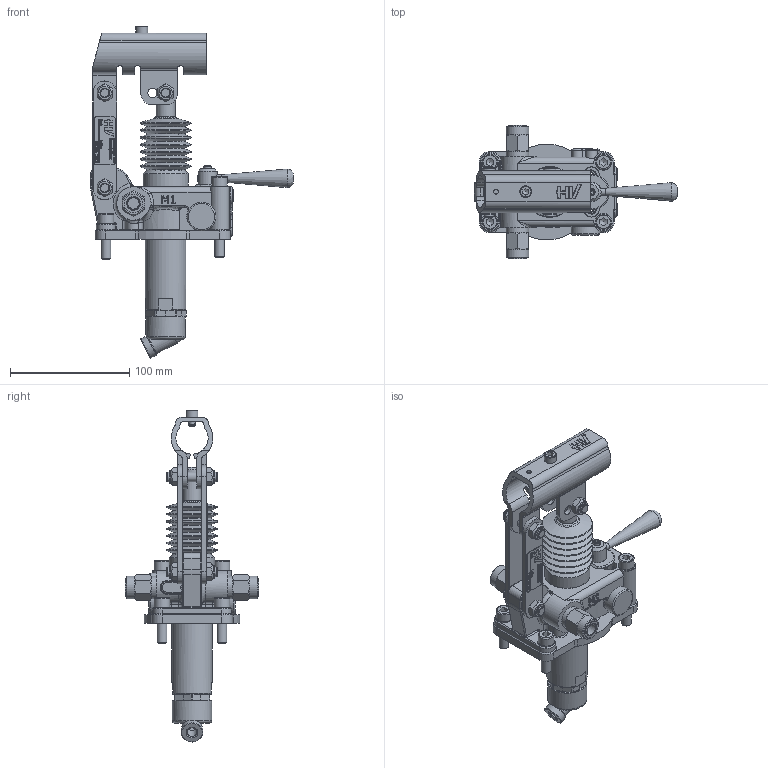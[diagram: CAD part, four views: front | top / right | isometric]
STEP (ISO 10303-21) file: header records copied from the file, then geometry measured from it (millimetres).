
FILE_DESCRIPTION((''),'2;1');
FILE_NAME('PMDVB 25 s (HV) STEP.stp','2014-08-04T18:42:28',('Christian'),(''),'Autodesk Inventor 2013','Autodesk Inventor 2013','');
FILE_SCHEMA(('AUTOMOTIVE_DESIGN { 1 0 10303 214 1 1 1 1 }'));
Length unit declared in the file: millimetre
Products named in the file (1): 6061.0101.00.50 Derivazione 2
Bounding box: 170 x 112 x 277.85 mm (x, y, z)
Volume: 10417.4 mm3; surface area: 150688.1 mm2
Topology: 18 solids, 20 shells, 1655 faces, 4143 edges, 2603 vertices
Faces by surface type: plane 764, cylinder 364, bspline 196, cone 175, torus 143, sphere 13
Full cylindrical faces by diameter (mm): 1.2 x4, 3 x1, 4 x6, 4.917 x8, 5 x1, 6 x4, 6.5 x2, 8 x27, 8.5 x4, 10 x11, 10.5 x2, 10.917 x2, 11.05 x6, 11.445 x2, 12 x4, 13 x4, 14 x4, 15.5 x2, 15.9 x2, 16 x3, 18 x3, 19 x4, 24 x1, 25 x1, 30 x1, 33 x1, 34 x1, 38.004 x1, 40 x1
Entity records: 52687 total; most frequent: CARTESIAN_POINT 14541, ORIENTED_EDGE 7500, DIRECTION 7046, EDGE_CURVE 3750, AXIS2_PLACEMENT_3D 2566, VERTEX_POINT 2492, EDGE_LOOP 2100, VECTOR 1914
